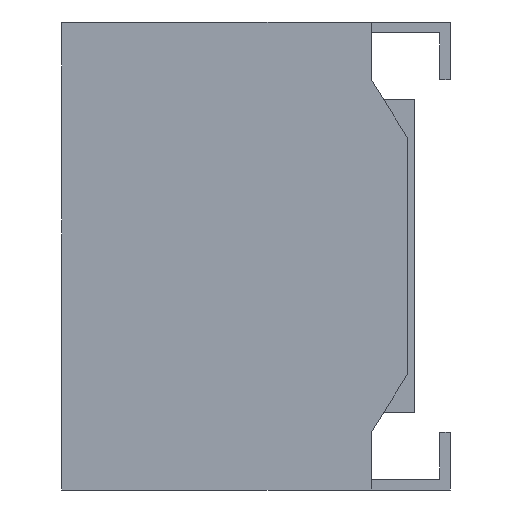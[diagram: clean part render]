
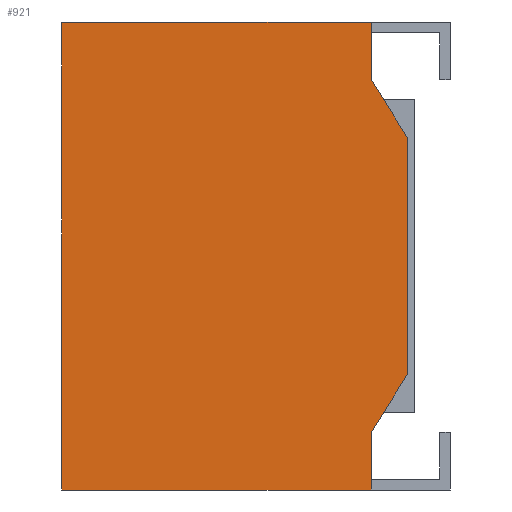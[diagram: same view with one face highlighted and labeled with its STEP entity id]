
A CAD part, left-side view. The second image highlights one B-rep face of the part: STEP entity #921.
In plain terms, the highlighted planar face has unit normal (-1, 0, 0).
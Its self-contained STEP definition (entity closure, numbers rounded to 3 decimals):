
#127 = VERTEX_POINT('',#128);
#128 = CARTESIAN_POINT('',(-1.2,5.4,-3.25));
#294 = VERTEX_POINT('',#295);
#295 = CARTESIAN_POINT('',(-1.2,1.1,-3.25));
#301 = EDGE_CURVE('',#127,#294,#302,.T.);
#302 = LINE('',#303,#304);
#303 = CARTESIAN_POINT('',(-1.2,5.4,-3.25));
#304 = VECTOR('',#305,1.);
#305 = DIRECTION('',(0.,-1.,0.));
#655 = VERTEX_POINT('',#656);
#656 = CARTESIAN_POINT('',(-1.2,1.1,3.25));
#662 = EDGE_CURVE('',#663,#655,#665,.T.);
#663 = VERTEX_POINT('',#664);
#664 = CARTESIAN_POINT('',(-1.2,1.1,2.45));
#665 = LINE('',#666,#667);
#666 = CARTESIAN_POINT('',(-1.2,1.1,-3.25));
#667 = VECTOR('',#668,1.);
#668 = DIRECTION('',(0.,0.,1.));
#687 = VERTEX_POINT('',#688);
#688 = CARTESIAN_POINT('',(-1.2,1.1,-2.45));
#694 = EDGE_CURVE('',#294,#687,#695,.T.);
#695 = LINE('',#696,#697);
#696 = CARTESIAN_POINT('',(-1.2,1.1,-3.25));
#697 = VECTOR('',#698,1.);
#698 = DIRECTION('',(0.,0.,1.));
#921 = ADVANCED_FACE('',(#922),#963,.F.);
#922 = FACE_BOUND('',#923,.T.);
#923 = EDGE_LOOP('',(#924,#925,#933,#941,#947,#948,#956,#962));
#924 = ORIENTED_EDGE('',*,*,#694,.T.);
#925 = ORIENTED_EDGE('',*,*,#926,.T.);
#926 = EDGE_CURVE('',#687,#927,#929,.T.);
#927 = VERTEX_POINT('',#928);
#928 = CARTESIAN_POINT('',(-1.2,0.6,-1.65));
#929 = LINE('',#930,#931);
#930 = CARTESIAN_POINT('',(-1.2,1.1,-2.45));
#931 = VECTOR('',#932,1.);
#932 = DIRECTION('',(0.,-0.53,0.848));
#933 = ORIENTED_EDGE('',*,*,#934,.T.);
#934 = EDGE_CURVE('',#927,#935,#937,.T.);
#935 = VERTEX_POINT('',#936);
#936 = CARTESIAN_POINT('',(-1.2,0.6,1.65));
#937 = LINE('',#938,#939);
#938 = CARTESIAN_POINT('',(-1.2,0.6,-1.65));
#939 = VECTOR('',#940,1.);
#940 = DIRECTION('',(0.,0.,1.));
#941 = ORIENTED_EDGE('',*,*,#942,.T.);
#942 = EDGE_CURVE('',#935,#663,#943,.T.);
#943 = LINE('',#944,#945);
#944 = CARTESIAN_POINT('',(-1.2,1.1,2.45));
#945 = VECTOR('',#946,1.);
#946 = DIRECTION('',(0.,0.53,0.848));
#947 = ORIENTED_EDGE('',*,*,#662,.T.);
#948 = ORIENTED_EDGE('',*,*,#949,.F.);
#949 = EDGE_CURVE('',#950,#655,#952,.T.);
#950 = VERTEX_POINT('',#951);
#951 = CARTESIAN_POINT('',(-1.2,5.4,3.25));
#952 = LINE('',#953,#954);
#953 = CARTESIAN_POINT('',(-1.2,5.4,3.25));
#954 = VECTOR('',#955,1.);
#955 = DIRECTION('',(0.,-1.,0.));
#956 = ORIENTED_EDGE('',*,*,#957,.F.);
#957 = EDGE_CURVE('',#127,#950,#958,.T.);
#958 = LINE('',#959,#960);
#959 = CARTESIAN_POINT('',(-1.2,5.4,-3.25));
#960 = VECTOR('',#961,1.);
#961 = DIRECTION('',(0.,0.,1.));
#962 = ORIENTED_EDGE('',*,*,#301,.T.);
#963 = PLANE('',#964);
#964 = AXIS2_PLACEMENT_3D('',#965,#966,#967);
#965 = CARTESIAN_POINT('',(-1.2,5.4,-3.25));
#966 = DIRECTION('',(1.,0.,0.));
#967 = DIRECTION('',(0.,0.,-1.));
